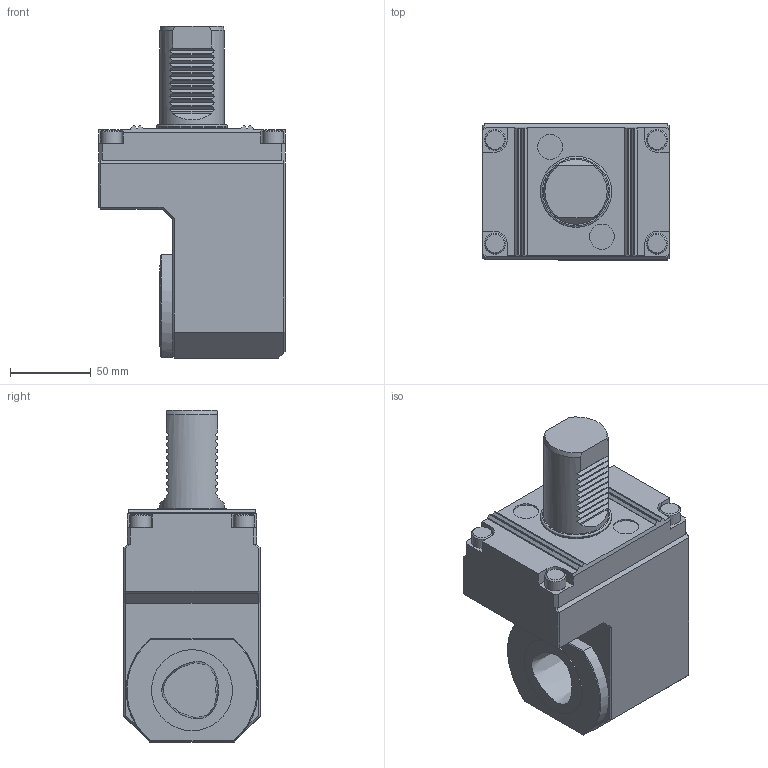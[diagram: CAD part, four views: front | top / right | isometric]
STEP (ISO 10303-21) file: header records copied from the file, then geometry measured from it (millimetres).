
FILE_DESCRIPTION(/* description */ (''),/* implementation_level */ '2;1');
FILE_NAME(/* name */ '1617967408447.stp',/* time_stamp */ '2021-04-09T13:23:34+02:00',/* author */ (''),/* organization */ ('SMS'),/* preprocessor_version */ 'ST-DEVELOPER v16.7',/* originating_system */ 'SIEMENS PLM Software NX 12.0',/* authorisation */ '');
FILE_SCHEMA (('AUTOMOTIVE_DESIGN { 1 0 10303 214 3 1 1 1 }'));
Length unit declared in the file: millimetre
Products named in the file (1): 203469493mod000_00
Bounding box: 115 x 84 x 205 mm (x, y, z)
Volume: 1064083.8 mm3; surface area: 79489.8 mm2
Topology: 1 solids, 1 shells, 192 faces, 509 edges, 333 vertices
Faces by surface type: plane 159, cylinder 18, cone 12, torus 2, bspline 1
Full cylindrical faces by diameter (mm): 3 x1, 13 x4, 15.5 x2, 40 x1, 43.9 x1, 50 x1
Entity records: 6059 total; most frequent: CARTESIAN_POINT 1255, DIRECTION 988, ORIENTED_EDGE 970, EDGE_CURVE 485, LINE 330, VECTOR 330, AXIS2_PLACEMENT_3D 329, VERTEX_POINT 327
